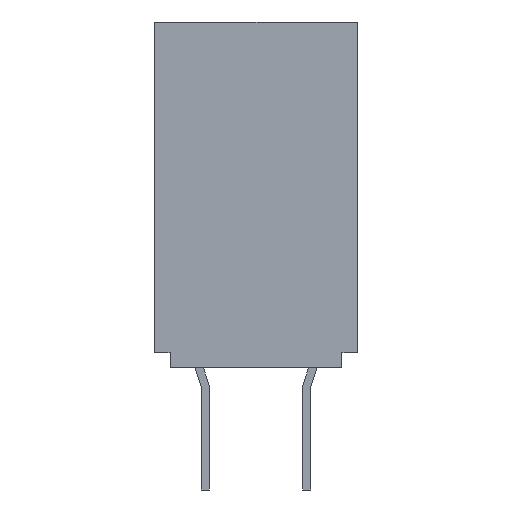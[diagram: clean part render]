
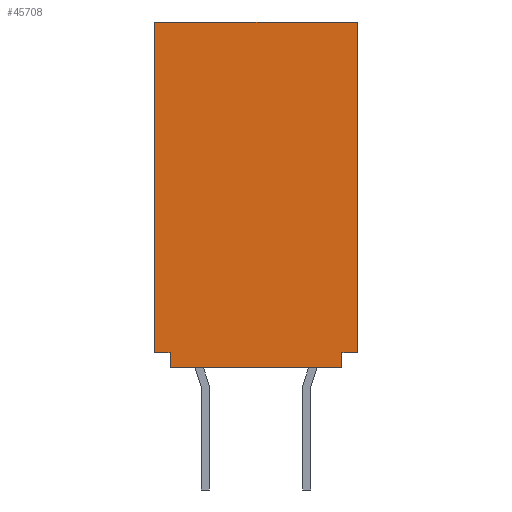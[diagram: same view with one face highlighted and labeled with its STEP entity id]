
A CAD part, left-side view. The second image highlights one B-rep face of the part: STEP entity #45708.
In plain terms, the highlighted planar face has unit normal (-1, 0, 0).
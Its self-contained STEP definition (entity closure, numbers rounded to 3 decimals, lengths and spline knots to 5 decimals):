
#5=DIRECTION('',(0.,-1.,0.));
#6=VECTOR('',#5,0.169);
#7=CARTESIAN_POINT('',(-1.2495,0.0845,0.));
#8=LINE('',#7,#6);
#529=DIRECTION('',(0.,0.,1.));
#530=VECTOR('',#529,0.015);
#531=CARTESIAN_POINT('',(-1.2495,0.0845,0.));
#532=LINE('',#531,#530);
#533=DIRECTION('',(0.,-1.,0.));
#534=VECTOR('',#533,0.015);
#535=CARTESIAN_POINT('',(-1.2495,0.0995,0.015));
#536=LINE('',#535,#534);
#537=DIRECTION('',(0.,0.,1.));
#538=VECTOR('',#537,0.325);
#539=CARTESIAN_POINT('',(-1.2495,0.0995,0.015));
#540=LINE('',#539,#538);
#541=DIRECTION('',(0.,1.,0.));
#542=VECTOR('',#541,0.015);
#543=CARTESIAN_POINT('',(-1.2495,-0.0995,0.015));
#544=LINE('',#543,#542);
#545=DIRECTION('',(0.,0.,1.));
#546=VECTOR('',#545,0.015);
#547=CARTESIAN_POINT('',(-1.2495,-0.0845,0.));
#548=LINE('',#547,#546);
#1569=DIRECTION('',(0.,0.,1.));
#1570=VECTOR('',#1569,0.325);
#1571=CARTESIAN_POINT('',(-1.2495,-0.0995,0.015));
#1572=LINE('',#1571,#1570);
#3034=DIRECTION('',(0.,-1.,0.));
#3035=VECTOR('',#3034,0.199);
#3036=CARTESIAN_POINT('',(-1.2495,0.0995,0.34));
#3037=LINE('',#3036,#3035);
#33747=CARTESIAN_POINT('',(-1.2495,0.0995,0.34));
#33748=CARTESIAN_POINT('',(-1.2495,-0.0995,0.34));
#33749=VERTEX_POINT('',#33747);
#33750=VERTEX_POINT('',#33748);
#33815=CARTESIAN_POINT('',(-1.2495,0.0845,0.));
#33817=VERTEX_POINT('',#33815);
#33839=CARTESIAN_POINT('',(-1.2495,-0.0845,0.));
#33841=VERTEX_POINT('',#33839);
#33863=CARTESIAN_POINT('',(-1.2495,0.0845,0.015));
#33864=VERTEX_POINT('',#33863);
#33865=CARTESIAN_POINT('',(-1.2495,0.0995,0.015));
#33866=VERTEX_POINT('',#33865);
#33867=CARTESIAN_POINT('',(-1.2495,-0.0995,0.015));
#33868=CARTESIAN_POINT('',(-1.2495,-0.0845,0.015));
#33869=VERTEX_POINT('',#33867);
#33870=VERTEX_POINT('',#33868);
#45688=CARTESIAN_POINT('',(-1.2495,0.0995,0.));
#45689=DIRECTION('',(-1.,0.,0.));
#45690=DIRECTION('',(0.,-1.,0.));
#45691=AXIS2_PLACEMENT_3D('',#45688,#45689,#45690);
#45692=PLANE('',#45691);
#45693=ORIENTED_EDGE('',*,*,#44905,.T.);
#45695=ORIENTED_EDGE('',*,*,#45694,.F.);
#45697=ORIENTED_EDGE('',*,*,#45696,.T.);
#45699=ORIENTED_EDGE('',*,*,#45698,.T.);
#45701=ORIENTED_EDGE('',*,*,#45700,.F.);
#45703=ORIENTED_EDGE('',*,*,#45702,.T.);
#45704=ORIENTED_EDGE('',*,*,#45305,.F.);
#45705=ORIENTED_EDGE('',*,*,#44486,.F.);
#45706=EDGE_LOOP('',(#45693,#45695,#45697,#45699,#45701,#45703,#45704,#45705));
#45707=FACE_OUTER_BOUND('',#45706,.F.);
#45708=ADVANCED_FACE('',(#45707),#45692,.T.);
#44486=EDGE_CURVE('',#33817,#33841,#8,.T.);
#44905=EDGE_CURVE('',#33817,#33864,#532,.T.);
#45305=EDGE_CURVE('',#33841,#33870,#548,.T.);
#45694=EDGE_CURVE('',#33866,#33864,#536,.T.);
#45696=EDGE_CURVE('',#33866,#33749,#540,.T.);
#45698=EDGE_CURVE('',#33749,#33750,#3037,.T.);
#45700=EDGE_CURVE('',#33869,#33750,#1572,.T.);
#45702=EDGE_CURVE('',#33869,#33870,#544,.T.);
